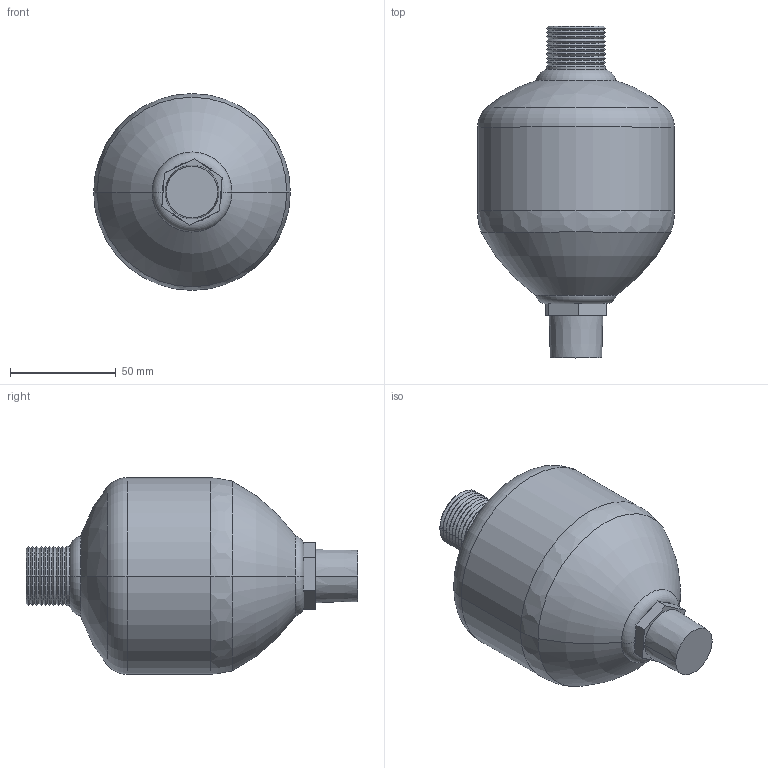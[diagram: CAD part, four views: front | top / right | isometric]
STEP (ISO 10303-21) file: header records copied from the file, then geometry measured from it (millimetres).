
FILE_DESCRIPTION (( 'STEP AP214' ), '1' );
FILE_NAME ('6014.STEP', '2009-02-04T16:59:59', ( ' ' ), ( ' ' ), 'SwSTEP 2.0', 'SolidWorks 2009', '' );
FILE_SCHEMA (( 'AUTOMOTIVE_DESIGN' ));
Length unit declared in the file: inch
Products named in the file (1): 6014
Bounding box: 92.96 x 156.87 x 92.96 mm (x, y, z)
Volume: 586720.9 mm3; surface area: 38162.2 mm2
Topology: 1 solids, 1 shells, 71 faces, 152 edges, 84 vertices
Faces by surface type: cone 40, plane 15, torus 10, cylinder 4, sphere 2
Entity records: 1964 total; most frequent: CARTESIAN_POINT 368, DIRECTION 362, ORIENTED_EDGE 304, EDGE_CURVE 152, AXIS2_PLACEMENT_3D 150, VERTEX_POINT 84, CIRCLE 78, EDGE_LOOP 72
